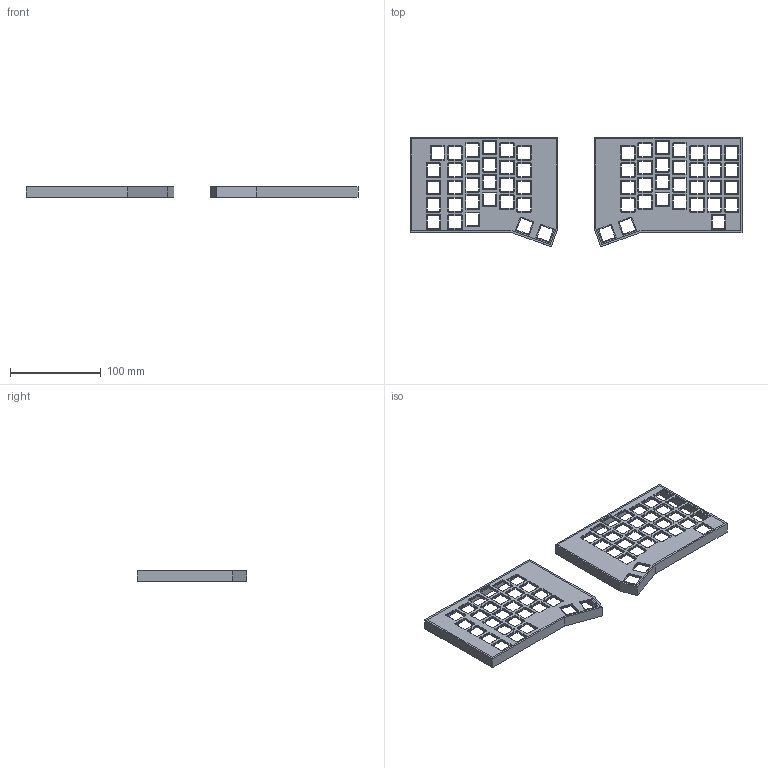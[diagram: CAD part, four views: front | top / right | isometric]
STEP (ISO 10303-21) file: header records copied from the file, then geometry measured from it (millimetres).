
FILE_DESCRIPTION(/* description */ ('STEP AP242','CAx-IF Rec.Pracs.---Representation and Presentation of Product Manufacturing Information (PMI)---4.0---2014-10-13','CAx-IF Rec.Pracs.---3D Tessellated Geometry---0.4---2014-09-14','2;1'),/* implementation_level */ '2;1');
FILE_NAME(/* name */ '65980d0ddf1afb0b635cc862',/* time_stamp */ '2024-01-05T14:07:11Z',/* author */ (''),/* organization */ (''),/* preprocessor_version */ 'ST-DEVELOPER v19.4',/* originating_system */ ' ',/* authorisation */ ' ');
FILE_SCHEMA (('AP242_MANAGED_MODEL_BASED_3D_ENGINEERING_MIM_LF { 1 0 10303 442 1 1 4 }'));
Length unit declared in the file: metre
Products named in the file (64): Walls left; Walls right; Top right; Top left; Switches
Bounding box: 365.95 x 121.14 x 12 mm (x, y, z)
Volume: 64791.8 mm3; surface area: 89374.9 mm2
Topology: 64 solids, 64 shells, 1368 faces, 3720 edges, 2480 vertices
Faces by surface type: plane 888, cylinder 480
Entity records: 45251 total; most frequent: CARTESIAN_POINT 7632, DIRECTION 7544, ORIENTED_EDGE 7440, EDGE_CURVE 3720, LINE 2760, VECTOR 2760, VERTEX_POINT 2480, AXIS2_PLACEMENT_3D 2392
